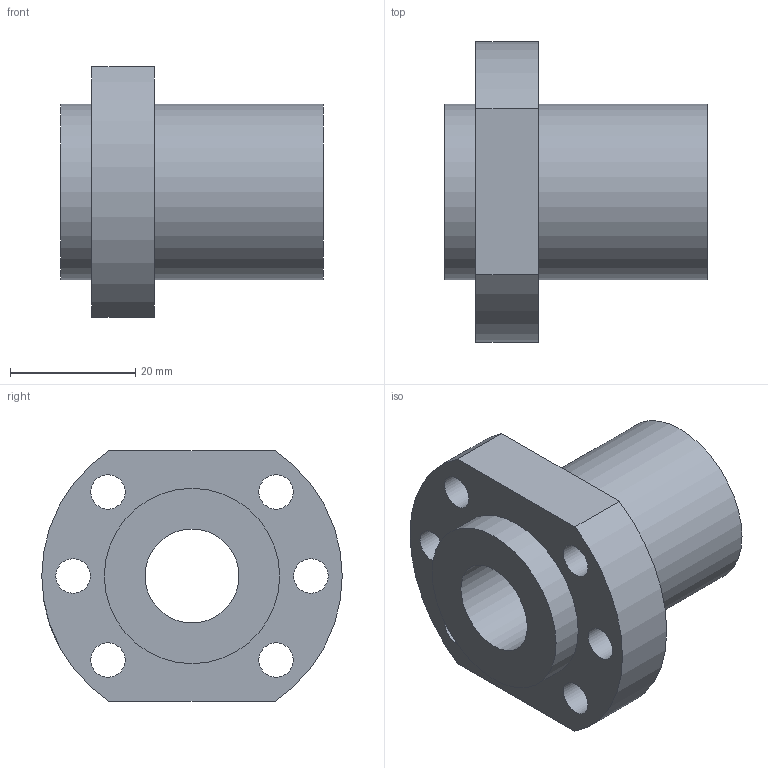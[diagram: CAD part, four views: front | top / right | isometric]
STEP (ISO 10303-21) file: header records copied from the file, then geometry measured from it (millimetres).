
FILE_DESCRIPTION(/* description */ (''),/* implementation_level */ '2;1');
FILE_NAME(/* name */ 'Ballnut 16mm.step',/* time_stamp */ '2020-04-14T17:12:25+01:00',/* author */ (''),/* organization */ (''),/* preprocessor_version */ 'ST-DEVELOPER v18.1',/* originating_system */ 'Autodesk Translation Framework v9.2.0.1227',/* authorisation */ '');
FILE_SCHEMA (('AUTOMOTIVE_DESIGN { 1 0 10303 214 3 1 1 }'));
Length unit declared in the file: millimetre
Products named in the file (2): Ballnut 16mm; Ball Nut
Assembly tree (1 placements, depth 2):
  Ballnut 16mm
    Ball Nut
Bounding box: 42 x 48 x 40 mm (x, y, z)
Volume: 27415.5 mm3; surface area: 10071.7 mm2
Topology: 1 solids, 1 shells, 20 faces, 46 edges, 31 vertices
Faces by surface type: cylinder 12, plane 7, cone 1
Full cylindrical faces by diameter (mm): 4.918 x1, 5.5 x6, 15 x1, 28 x2
Entity records: 700 total; most frequent: CARTESIAN_POINT 136, DIRECTION 113, ORIENTED_EDGE 92, AXIS2_PLACEMENT_3D 47, EDGE_CURVE 46, EDGE_LOOP 37, VERTEX_POINT 31, CIRCLE 24
